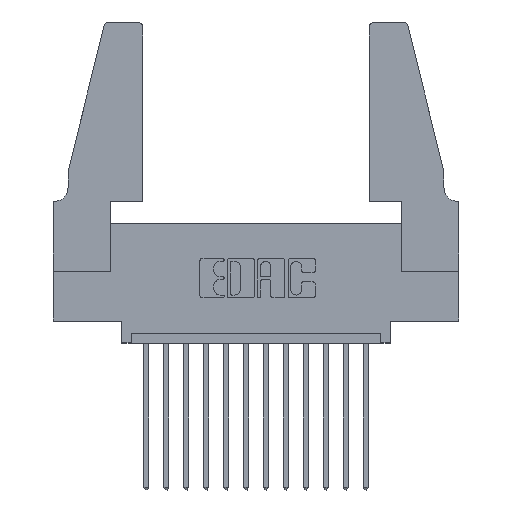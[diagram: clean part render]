
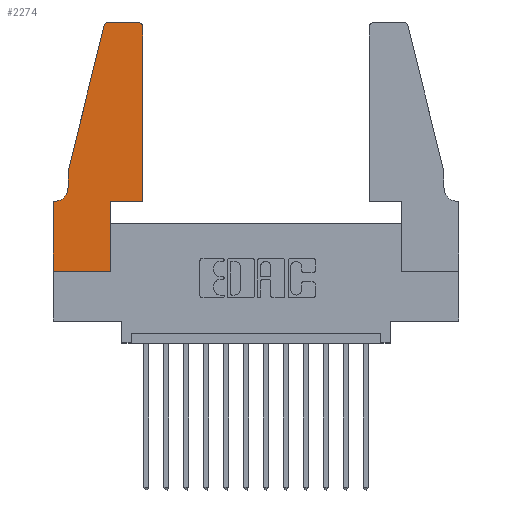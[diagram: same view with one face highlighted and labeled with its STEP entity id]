
A CAD part, top view. The second image highlights one B-rep face of the part: STEP entity #2274.
In plain terms, the highlighted planar face has unit normal (0, 0, 1).
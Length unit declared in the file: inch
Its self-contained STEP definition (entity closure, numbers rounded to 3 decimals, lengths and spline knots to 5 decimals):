
#430 = EDGE_CURVE ( 'NONE', #13633, #4925, #12227, .T. ) ;
#453 = CIRCLE ( 'NONE', #8660, 0.03 ) ;
#491 = CARTESIAN_POINT ( 'NONE',  ( 0.0755, 0.5, 0.37 ) ) ;
#509 = DIRECTION ( 'NONE',  ( 0., 0., 1. ) ) ;
#633 = CARTESIAN_POINT ( 'NONE',  ( 0., 0., 0.37 ) ) ;
#849 = VERTEX_POINT ( 'NONE', #11033 ) ;
#1026 = EDGE_CURVE ( 'NONE', #849, #12040, #6476, .T. ) ;
#1134 = EDGE_CURVE ( 'NONE', #3701, #14926, #1251, .T. ) ;
#1235 = CARTESIAN_POINT ( 'NONE',  ( 0.4505, 0.35, 0.37 ) ) ;
#1251 = LINE ( 'NONE', #7674, #12942 ) ;
#1623 = AXIS2_PLACEMENT_3D ( 'NONE', #14809, #7705, #8901 ) ;
#1738 = DIRECTION ( 'NONE',  ( -1., 0., 0. ) ) ;
#1803 = DIRECTION ( 'NONE',  ( 0., -1., 0. ) ) ;
#2043 = CARTESIAN_POINT ( 'NONE',  ( 0.284, 1.25, 0.37 ) ) ;
#2075 = CARTESIAN_POINT ( 'NONE',  ( 0.4505, 1.22, 0.37 ) ) ;
#2274 = ADVANCED_FACE ( 'NONE', ( #6851 ), #10186, .T. ) ;
#3017 = VERTEX_POINT ( 'NONE', #2043 ) ;
#3051 = EDGE_CURVE ( 'NONE', #4481, #3814, #3696, .T. ) ;
#3067 = EDGE_CURVE ( 'NONE', #3814, #3701, #3879, .T. ) ;
#3086 = ORIENTED_EDGE ( 'NONE', *, *, #430, .T. ) ;
#3102 = CARTESIAN_POINT ( 'NONE',  ( 0., 0.35, 0.37 ) ) ;
#3545 = CARTESIAN_POINT ( 'NONE',  ( 0.2865, 0.35, 0.37 ) ) ;
#3651 = CARTESIAN_POINT ( 'NONE',  ( 0.2865, 0., 0.37 ) ) ;
#3696 = LINE ( 'NONE', #5609, #10197 ) ;
#3701 = VERTEX_POINT ( 'NONE', #3545 ) ;
#3814 = VERTEX_POINT ( 'NONE', #3651 ) ;
#3879 = LINE ( 'NONE', #15053, #6668 ) ;
#4161 = DIRECTION ( 'NONE',  ( 1., 0., 0. ) ) ;
#4177 = CARTESIAN_POINT ( 'NONE',  ( 0.4505, 0.35, 0.37 ) ) ;
#4210 = LINE ( 'NONE', #5587, #10149 ) ;
#4426 = ORIENTED_EDGE ( 'NONE', *, *, #1134, .T. ) ;
#4481 = VERTEX_POINT ( 'NONE', #633 ) ;
#4656 = CARTESIAN_POINT ( 'NONE',  ( 0., 0., 0.37 ) ) ;
#4758 = DIRECTION ( 'NONE',  ( 0., -1., 0. ) ) ;
#4773 = EDGE_CURVE ( 'NONE', #9840, #849, #4210, .T. ) ;
#4900 = CARTESIAN_POINT ( 'NONE',  ( 0.4205, 1.22, 0.37 ) ) ;
#4925 = VERTEX_POINT ( 'NONE', #7348 ) ;
#4975 = ORIENTED_EDGE ( 'NONE', *, *, #3067, .T. ) ;
#4999 = EDGE_CURVE ( 'NONE', #12040, #13633, #6424, .T. ) ;
#5377 = EDGE_CURVE ( 'NONE', #3017, #9840, #8646, .T. ) ;
#5587 = CARTESIAN_POINT ( 'NONE',  ( 0.0755, 0.5, 0.37 ) ) ;
#5609 = CARTESIAN_POINT ( 'NONE',  ( 0., 0., 0.37 ) ) ;
#5812 = DIRECTION ( 'NONE',  ( 0., 1., 0. ) ) ;
#6146 = DIRECTION ( 'NONE',  ( 1., 0., 0. ) ) ;
#6163 = AXIS2_PLACEMENT_3D ( 'NONE', #3102, #6617, #14762 ) ;
#6371 = DIRECTION ( 'NONE',  ( -0.239, -0.971, 0. ) ) ;
#6424 = CIRCLE ( 'NONE', #1623, 0.07 ) ;
#6471 = ORIENTED_EDGE ( 'NONE', *, *, #5377, .T. ) ;
#6476 = LINE ( 'NONE', #491, #15019 ) ;
#6513 = EDGE_LOOP ( 'NONE', ( #8376, #6471, #8091, #8396, #10654, #3086, #9672, #14023, #4975, #4426, #9378, #6752 ) ) ;
#6537 = VECTOR ( 'NONE', #11174, 39.37008 ) ;
#6571 = LINE ( 'NONE', #4656, #8806 ) ;
#6617 = DIRECTION ( 'NONE',  ( 0., 0., 1. ) ) ;
#6668 = VECTOR ( 'NONE', #5812, 39.37008 ) ;
#6752 = ORIENTED_EDGE ( 'NONE', *, *, #13023, .T. ) ;
#6851 = FACE_OUTER_BOUND ( 'NONE', #6513, .T. ) ;
#6931 = CARTESIAN_POINT ( 'NONE',  ( 0.25487, 1.22718, 0.37 ) ) ;
#7136 = DIRECTION ( 'NONE',  ( 1., 0., 0. ) ) ;
#7348 = CARTESIAN_POINT ( 'NONE',  ( 0., 0.35, 0.37 ) ) ;
#7674 = CARTESIAN_POINT ( 'NONE',  ( 0.4505, 0.35, 0.37 ) ) ;
#7705 = DIRECTION ( 'NONE',  ( 0., 0., -1. ) ) ;
#7908 = CARTESIAN_POINT ( 'NONE',  ( 0.0755, 0.42, 0.37 ) ) ;
#8091 = ORIENTED_EDGE ( 'NONE', *, *, #4773, .T. ) ;
#8376 = ORIENTED_EDGE ( 'NONE', *, *, #8505, .T. ) ;
#8396 = ORIENTED_EDGE ( 'NONE', *, *, #1026, .T. ) ;
#8478 = VERTEX_POINT ( 'NONE', #8906 ) ;
#8502 = EDGE_CURVE ( 'NONE', #14926, #9341, #12082, .T. ) ;
#8505 = EDGE_CURVE ( 'NONE', #8478, #3017, #11888, .T. ) ;
#8646 = CIRCLE ( 'NONE', #9374, 0.03 ) ;
#8660 = AXIS2_PLACEMENT_3D ( 'NONE', #4900, #12156, #6146 ) ;
#8806 = VECTOR ( 'NONE', #4758, 39.37008 ) ;
#8853 = CARTESIAN_POINT ( 'NONE',  ( 0.2605, 1.25, 0.37 ) ) ;
#8901 = DIRECTION ( 'NONE',  ( -1., 0., 0. ) ) ;
#8906 = CARTESIAN_POINT ( 'NONE',  ( 0.4205, 1.25, 0.37 ) ) ;
#9341 = VERTEX_POINT ( 'NONE', #2075 ) ;
#9374 = AXIS2_PLACEMENT_3D ( 'NONE', #12546, #509, #4161 ) ;
#9378 = ORIENTED_EDGE ( 'NONE', *, *, #8502, .T. ) ;
#9672 = ORIENTED_EDGE ( 'NONE', *, *, #13507, .T. ) ;
#9840 = VERTEX_POINT ( 'NONE', #6931 ) ;
#10149 = VECTOR ( 'NONE', #6371, 39.37008 ) ;
#10186 = PLANE ( 'NONE',  #6163 ) ;
#10197 = VECTOR ( 'NONE', #11573, 39.37008 ) ;
#10654 = ORIENTED_EDGE ( 'NONE', *, *, #4999, .T. ) ;
#11033 = CARTESIAN_POINT ( 'NONE',  ( 0.0755, 0.5, 0.37 ) ) ;
#11174 = DIRECTION ( 'NONE',  ( 0., 1., 0. ) ) ;
#11573 = DIRECTION ( 'NONE',  ( 1., 0., 0. ) ) ;
#11888 = LINE ( 'NONE', #8853, #14124 ) ;
#11901 = CARTESIAN_POINT ( 'NONE',  ( 0.0755, 0.35, 0.37 ) ) ;
#12040 = VERTEX_POINT ( 'NONE', #7908 ) ;
#12082 = LINE ( 'NONE', #4177, #6537 ) ;
#12156 = DIRECTION ( 'NONE',  ( 0., 0., 1. ) ) ;
#12227 = LINE ( 'NONE', #11901, #12434 ) ;
#12434 = VECTOR ( 'NONE', #13031, 39.37008 ) ;
#12546 = CARTESIAN_POINT ( 'NONE',  ( 0.284, 1.22, 0.37 ) ) ;
#12942 = VECTOR ( 'NONE', #7136, 39.37008 ) ;
#13023 = EDGE_CURVE ( 'NONE', #9341, #8478, #453, .T. ) ;
#13031 = DIRECTION ( 'NONE',  ( -1., 0., 0. ) ) ;
#13286 = CARTESIAN_POINT ( 'NONE',  ( 0.0055, 0.35, 0.37 ) ) ;
#13507 = EDGE_CURVE ( 'NONE', #4925, #4481, #6571, .T. ) ;
#13633 = VERTEX_POINT ( 'NONE', #13286 ) ;
#14023 = ORIENTED_EDGE ( 'NONE', *, *, #3051, .T. ) ;
#14124 = VECTOR ( 'NONE', #1738, 39.37008 ) ;
#14762 = DIRECTION ( 'NONE',  ( 1., 0., 0. ) ) ;
#14809 = CARTESIAN_POINT ( 'NONE',  ( 0.0055, 0.42, 0.37 ) ) ;
#14926 = VERTEX_POINT ( 'NONE', #1235 ) ;
#15019 = VECTOR ( 'NONE', #1803, 39.37008 ) ;
#15053 = CARTESIAN_POINT ( 'NONE',  ( 0.2865, 0.35, 0.37 ) ) ;
